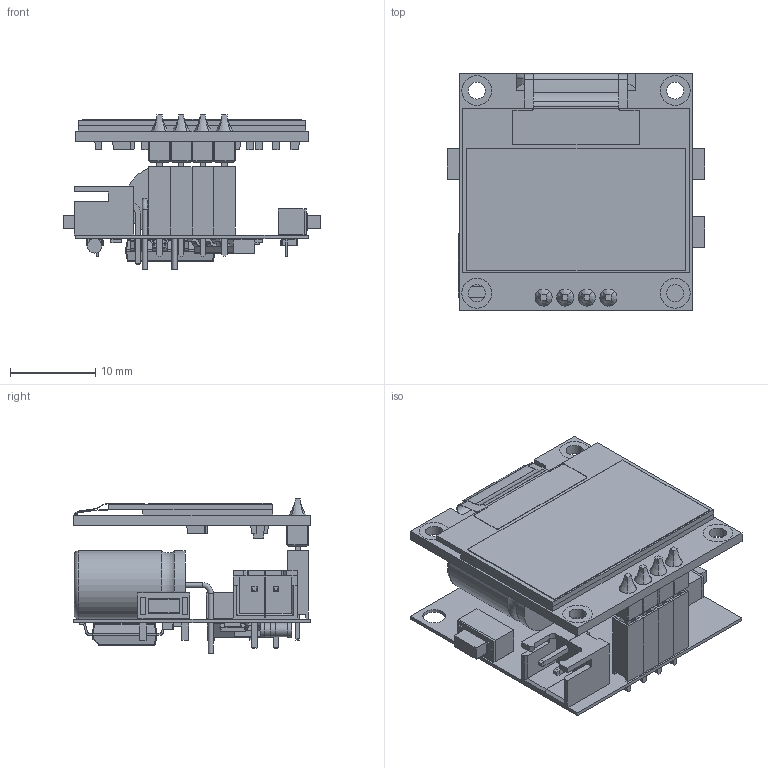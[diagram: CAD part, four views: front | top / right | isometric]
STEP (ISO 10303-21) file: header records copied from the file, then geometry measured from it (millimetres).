
FILE_DESCRIPTION(('Open CASCADE Model'),'2;1');
FILE_NAME('Open CASCADE Shape Model','2025-05-09T10:33:28',('Author'),( 'Open CASCADE'),'Open CASCADE STEP processor 7.5','Open CASCADE 7.5' ,'Unknown');
FILE_SCHEMA(('AUTOMOTIVE_DESIGN { 1 0 10303 214 1 1 1 1 }'));
Length unit declared in the file: millimetre
Products named in the file (60): PCB; Board; Open CASCADE STEP translator 7.5 1.1.1; C4; LIC0813_layDown; SB3; button_90_3x6x5; SB2; SB1; A1; OLED12864 I2C connector; OLED TFT 0.96 inch 64x128 monochrome; XS1; PBS-01; body; XP1; CFW_last_B; CWF-R_last; pin R; CFW_first_B; CWF-R_first; VD2; TO-236AB; Open CASCADE STEP translator 7.5 1.9.1.1; Open CASCADE STEP translator 7.5 1.9.1.2; VD1; 7388201296; Cylinder; 6908439456; 6908439536; R4; RES0805; R3; R2; R1; DD2; MS-013AA; Open CASCADE STEP translator 7.5 1.15.1.1; Open CASCADE STEP translator 7.5 1.15.1.2; DD1 ...
Assembly tree (93 placements, depth 5):
  PCB
    Board
      Open CASCADE STEP translator 7.5 1.1.1
    C4
      LIC0813_layDown
    SB3
      button_90_3x6x5
    SB2
      button_90_3x6x5
    SB1
      button_90_3x6x5
    A1
      OLED12864 I2C connector
        OLED TFT 0.96 inch 64x128 monochrome
    XS1
      PBS-01  x4
        body
    XP1
      CFW_last_B
        CWF-R_last
        pin R
      CFW_first_B
        CWF-R_first
        pin R
    VD2
      TO-236AB
        Open CASCADE STEP translator 7.5 1.9.1.1
        Open CASCADE STEP translator 7.5 1.9.1.2
    VD1
      7388201296  x2
        Cylinder
      6908439456
        Cylinder
      6908439536
        Cylinder
    R4
      RES0805
    R3
      RES0805
    R2
      RES0805
    R1
      RES0805
    DD2
      MS-013AA
        Open CASCADE STEP translator 7.5 1.15.1.1
        Open CASCADE STEP translator 7.5 1.15.1.2
    DD1
      7350805168
        Open CASCADE STEP translator 6.8 32.1
        Body
          Open CASCADE STEP translator 6.8 32.2.1
        Thermal_Shape
        Pin_Shape  x20
          Open CASCADE STEP translator 6.8 32.4.1
    DA1
      SOT223
        SOT223
        SOT223Pins
    C3
Bounding box: 30.2 x 27.8 x 18.1 mm (x, y, z)
Volume: 3381.9 mm3; surface area: 6931.4 mm2
Topology: 123 solids, 124 shells, 1748 faces, 4152 edges, 2729 vertices
Faces by surface type: plane 1283, cylinder 262, bspline 168, sphere 26, torus 9
Full cylindrical faces by diameter (mm): 0.388 x1, 0.6 x4, 0.75 x1, 0.8 x2, 1 x12, 1.64 x1, 1.642 x1, 1.7 x2, 2 x4, 2.7 x2, 6 x1
Entity records: 40542 total; most frequent: CARTESIAN_POINT 6986, ORIENTED_EDGE 5173, DIRECTION 5137, EDGE_CURVE 2587, LINE 2013, VECTOR 2013, VERTEX_POINT 1683, AXIS2_PLACEMENT_3D 1562
